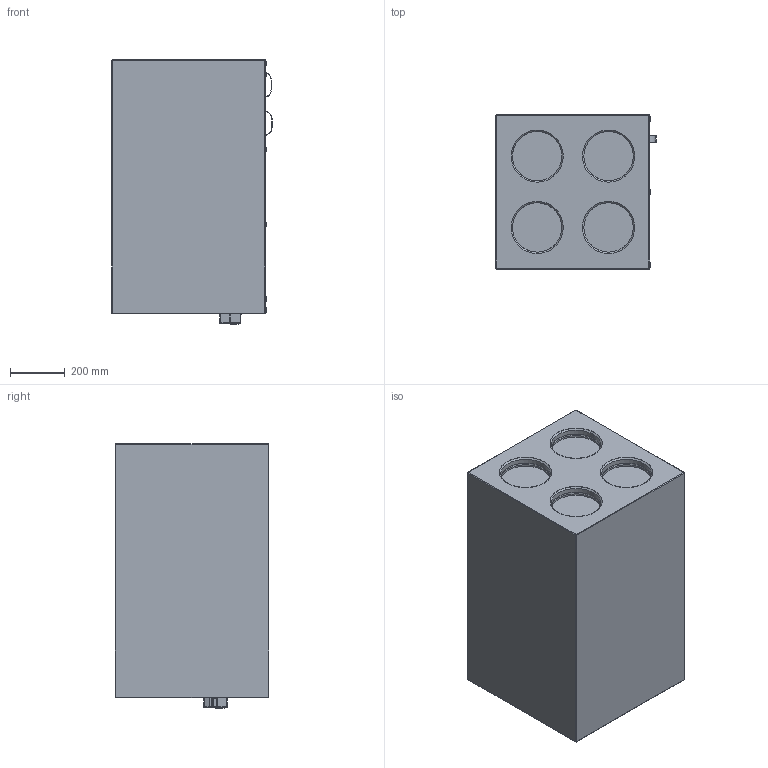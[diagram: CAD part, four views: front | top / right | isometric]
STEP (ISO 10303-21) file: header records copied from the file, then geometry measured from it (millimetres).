
FILE_DESCRIPTION(('CATIA V5 STEP Exchange','CAx-IF Rec.Pracs.--- Model Styling and Organization---1.4--- 2014-01-23','CAx-IF Rec.Pracs.--- Geometric and Assembly Validation Properties ---4.2---2014-10-09'),'2;1');
FILE_NAME('FRT (251 351 451).stp','2018-09-19T07:21:54+00:00',('N.N.'),('Hovalwerke AG FL-9490 Vaduz'),'CATIA Version 5-6 Release 2016 SP3 HF4','CATIA V5 STEP AP214','none');
FILE_SCHEMA(('AUTOMOTIVE_DESIGN { 1 0 10303 214 1 1 1 1 }'));
Length unit declared in the file: millimetre
Products named in the file (1): 4218064_FRT 3D-Datei für Internet-STP_12448548_C83_000_00
Bounding box: 583 x 560 x 963 mm (x, y, z)
Volume: 286206363.3 mm3; surface area: 2830549.2 mm2
Topology: 1 solids, 7 shells, 722 faces, 1819 edges, 1144 vertices
Faces by surface type: plane 399, cylinder 211, cone 52, torus 42, sphere 18
Entity records: 20377 total; most frequent: CARTESIAN_POINT 3949, ORIENTED_EDGE 3602, DIRECTION 2827, EDGE_CURVE 1801, VECTOR 1159, LINE 1159, VERTEX_POINT 1144, AXIS2_PLACEMENT_3D 1101
